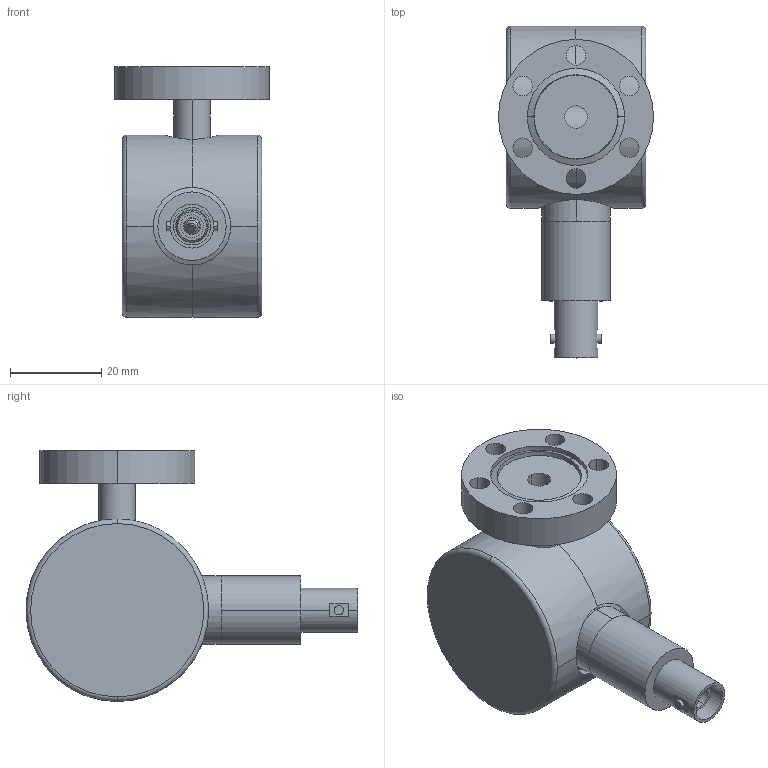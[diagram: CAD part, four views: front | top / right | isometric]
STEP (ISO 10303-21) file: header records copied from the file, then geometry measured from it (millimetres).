
FILE_DESCRIPTION (( 'STEP AP214' ), '1' );
FILE_NAME ('鍖掙-2L.STEP', '2023-09-27T08:10:42', ( '' ), ( '' ), 'SwSTEP 2.0', 'SolidWorks 2020', '' );
FILE_SCHEMA (( 'AUTOMOTIVE_DESIGN' ));
Length unit declared in the file: millimetre
Products named in the file (1): 鍖掙-2L
Bounding box: 34 x 72.8 x 55 mm (x, y, z)
Volume: 32097.1 mm3; surface area: 38899.1 mm2
Topology: 22 solids, 23 shells, 374 faces, 845 edges, 542 vertices
Faces by surface type: cylinder 189, plane 95, torus 58, cone 32
Entity records: 16653 total; most frequent: CARTESIAN_POINT 3681, DIRECTION 2075, ORIENTED_EDGE 1690, AXIS2_PLACEMENT_3D 907, EDGE_CURVE 845, VERTEX_POINT 542, CIRCLE 532, EDGE_LOOP 459
